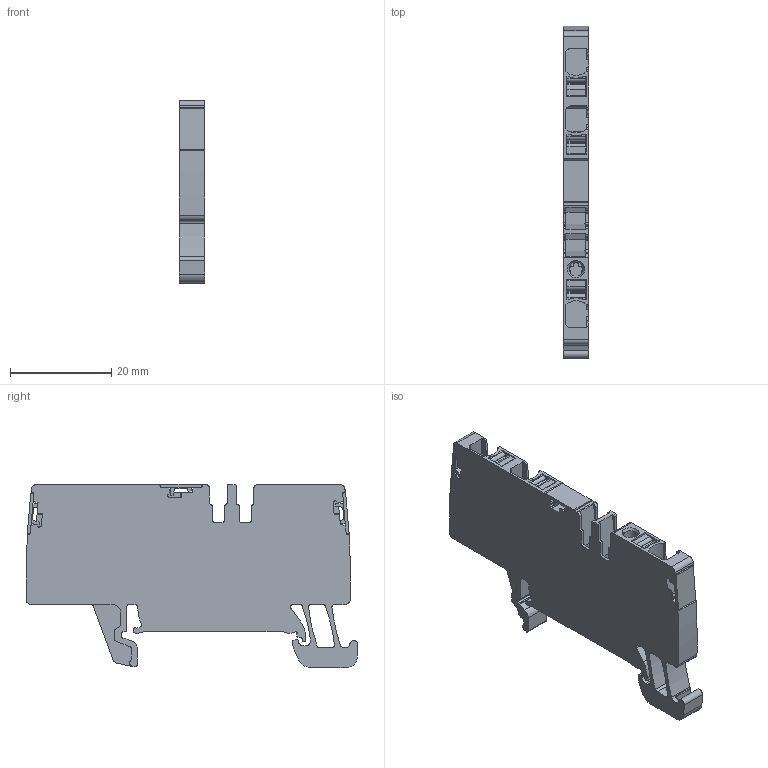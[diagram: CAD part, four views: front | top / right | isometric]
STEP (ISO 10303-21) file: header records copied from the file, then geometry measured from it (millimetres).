
FILE_DESCRIPTION(('CATIA V5R22 STEP214','CAx-IF Rec.Pracs.--- Model Styling and Organization---1.4--- 2014-01-23'),'2;1');
FILE_NAME ('1135588-1_1', '2019-07-03T05:35:50+00:00', ('Weidmueller Interface'), ('Weidmueller'), 'CATIA Version 5-6 Release 2016 SP3 HF44', 'CATIA V5 STEP AP214', 'none');
FILE_SCHEMA(('AUTOMOTIVE_DESIGN { 1 0 10303 214 1 1 1 1 }'));
Length unit declared in the file: millimetre
Products named in the file (1): 2674730000_A3C_2-5_DL_BL
Bounding box: 5.1 x 65.64 x 36.2 mm (x, y, z)
Volume: 7890.7 mm3; surface area: 6407.6 mm2
Topology: 7 solids, 7 shells, 664 faces, 1881 edges, 1244 vertices
Faces by surface type: plane 346, cylinder 261, extrusion 35, torus 20, cone 2
Entity records: 21098 total; most frequent: CARTESIAN_POINT 4337, ORIENTED_EDGE 3762, DIRECTION 2886, EDGE_CURVE 1881, VECTOR 1279, LINE 1244, VERTEX_POINT 1244, AXIS2_PLACEMENT_3D 1073
